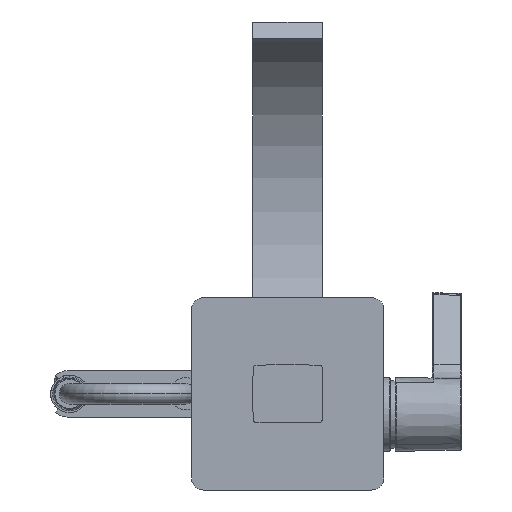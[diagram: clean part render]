
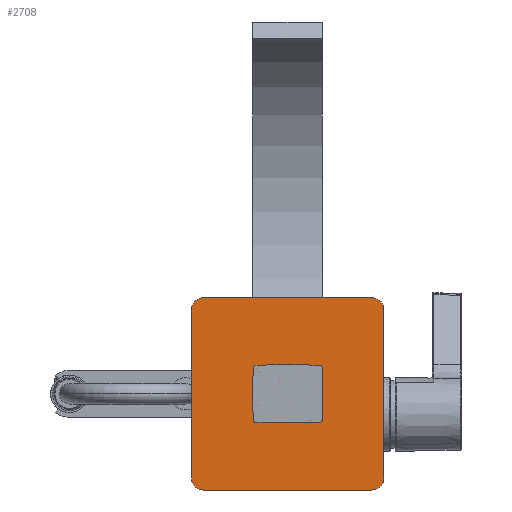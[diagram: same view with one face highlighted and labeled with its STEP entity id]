
A CAD part, front view. The second image highlights one B-rep face of the part: STEP entity #2708.
In plain terms, the highlighted planar face has unit normal (0, -1, 0).
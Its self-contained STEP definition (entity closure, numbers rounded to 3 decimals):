
#723 = PLANE ( 'NONE',  #19952 ) ;
#732 = CARTESIAN_POINT ( 'NONE',  ( 65.5, 0., -57.3 ) ) ;
#817 = EDGE_CURVE ( 'NONE', #4286, #4686, #12759, .T. ) ;
#960 = FACE_OUTER_BOUND ( 'NONE', #21229, .T. ) ;
#2054 = VECTOR ( 'NONE', #15763, 1000. ) ;
#2708 = ADVANCED_FACE ( 'NONE', ( #960 ), #723, .T. ) ;
#2960 = CARTESIAN_POINT ( 'NONE',  ( -65.5, 0., -65.5 ) ) ;
#3122 = EDGE_CURVE ( 'NONE', #6654, #4686, #13523, .T. ) ;
#3439 = CARTESIAN_POINT ( 'NONE',  ( 57.3, 0., -65.5 ) ) ;
#3643 = DIRECTION ( 'NONE',  ( 0., 0., -1. ) ) ;
#4063 = CARTESIAN_POINT ( 'NONE',  ( -65.5, 0., 65.5 ) ) ;
#4157 = DIRECTION ( 'NONE',  ( 0., -1., 0. ) ) ;
#4286 = VERTEX_POINT ( 'NONE', #14042 ) ;
#4471 = VERTEX_POINT ( 'NONE', #3439 ) ;
#4686 = VERTEX_POINT ( 'NONE', #20861 ) ;
#4854 = DIRECTION ( 'NONE',  ( -1., 0., 0. ) ) ;
#5070 = EDGE_CURVE ( 'NONE', #6654, #5444, #11943, .T. ) ;
#5444 = VERTEX_POINT ( 'NONE', #6544 ) ;
#6544 = CARTESIAN_POINT ( 'NONE',  ( 57.3, 0., 65.5 ) ) ;
#6654 = VERTEX_POINT ( 'NONE', #20797 ) ;
#6877 = AXIS2_PLACEMENT_3D ( 'NONE', #15472, #7050, #10402 ) ;
#7050 = DIRECTION ( 'NONE',  ( 0., -1., 0. ) ) ;
#7354 = CARTESIAN_POINT ( 'NONE',  ( 0., 0., 0. ) ) ;
#7586 = CARTESIAN_POINT ( 'NONE',  ( 57.3, 0., 57.3 ) ) ;
#7640 = VECTOR ( 'NONE', #4854, 1000. ) ;
#7775 = DIRECTION ( 'NONE',  ( 0., 0., -1. ) ) ;
#7833 = CARTESIAN_POINT ( 'NONE',  ( 65.5, 0., 57.3 ) ) ;
#8291 = CARTESIAN_POINT ( 'NONE',  ( -57.3, 0., -65.5 ) ) ;
#8329 = AXIS2_PLACEMENT_3D ( 'NONE', #7586, #4157, #9263 ) ;
#8443 = CARTESIAN_POINT ( 'NONE',  ( -65.5, 0., 65.5 ) ) ;
#8470 = ORIENTED_EDGE ( 'NONE', *, *, #5070, .F. ) ;
#9263 = DIRECTION ( 'NONE',  ( 0., 0., -1. ) ) ;
#9324 = EDGE_CURVE ( 'NONE', #4471, #13598, #12079, .T. ) ;
#9346 = ORIENTED_EDGE ( 'NONE', *, *, #18742, .T. ) ;
#9764 = ORIENTED_EDGE ( 'NONE', *, *, #14200, .T. ) ;
#9779 = VERTEX_POINT ( 'NONE', #7833 ) ;
#9903 = DIRECTION ( 'NONE',  ( 0., -1., 0. ) ) ;
#10402 = DIRECTION ( 'NONE',  ( 0., 0., -1. ) ) ;
#10709 = EDGE_CURVE ( 'NONE', #4286, #13598, #12560, .T. ) ;
#10877 = ORIENTED_EDGE ( 'NONE', *, *, #3122, .T. ) ;
#11943 = LINE ( 'NONE', #8443, #15892 ) ;
#12079 = LINE ( 'NONE', #2960, #7640 ) ;
#12462 = AXIS2_PLACEMENT_3D ( 'NONE', #14889, #9903, #13481 ) ;
#12560 = CIRCLE ( 'NONE', #14141, 8.2 ) ;
#12651 = CARTESIAN_POINT ( 'NONE',  ( -57.3, 0., -57.3 ) ) ;
#12759 = LINE ( 'NONE', #4063, #2054 ) ;
#13481 = DIRECTION ( 'NONE',  ( 0., 0., -1. ) ) ;
#13523 = CIRCLE ( 'NONE', #6877, 8.2 ) ;
#13598 = VERTEX_POINT ( 'NONE', #8291 ) ;
#13658 = ORIENTED_EDGE ( 'NONE', *, *, #21535, .F. ) ;
#13905 = CIRCLE ( 'NONE', #12462, 8.2 ) ;
#14042 = CARTESIAN_POINT ( 'NONE',  ( -65.5, 0., -57.3 ) ) ;
#14141 = AXIS2_PLACEMENT_3D ( 'NONE', #12651, #17793, #7775 ) ;
#14200 = EDGE_CURVE ( 'NONE', #9779, #5444, #16892, .T. ) ;
#14889 = CARTESIAN_POINT ( 'NONE',  ( 57.3, 0., -57.3 ) ) ;
#15472 = CARTESIAN_POINT ( 'NONE',  ( -57.3, 0., 57.3 ) ) ;
#15763 = DIRECTION ( 'NONE',  ( 0., 0., 1. ) ) ;
#15892 = VECTOR ( 'NONE', #17005, 1000. ) ;
#15919 = VECTOR ( 'NONE', #3643, 1000. ) ;
#16868 = VERTEX_POINT ( 'NONE', #732 ) ;
#16892 = CIRCLE ( 'NONE', #8329, 8.2 ) ;
#17005 = DIRECTION ( 'NONE',  ( 1., 0., 0. ) ) ;
#17669 = ORIENTED_EDGE ( 'NONE', *, *, #10709, .T. ) ;
#17793 = DIRECTION ( 'NONE',  ( 0., -1., 0. ) ) ;
#18129 = CARTESIAN_POINT ( 'NONE',  ( 65.5, 0., 65.5 ) ) ;
#18664 = ORIENTED_EDGE ( 'NONE', *, *, #9324, .F. ) ;
#18742 = EDGE_CURVE ( 'NONE', #4471, #16868, #13905, .T. ) ;
#19006 = ORIENTED_EDGE ( 'NONE', *, *, #817, .F. ) ;
#19014 = DIRECTION ( 'NONE',  ( 0., 0., -1. ) ) ;
#19952 = AXIS2_PLACEMENT_3D ( 'NONE', #7354, #20491, #19014 ) ;
#20398 = LINE ( 'NONE', #18129, #15919 ) ;
#20491 = DIRECTION ( 'NONE',  ( 0., -1., 0. ) ) ;
#20797 = CARTESIAN_POINT ( 'NONE',  ( -57.3, 0., 65.5 ) ) ;
#20861 = CARTESIAN_POINT ( 'NONE',  ( -65.5, 0., 57.3 ) ) ;
#21229 = EDGE_LOOP ( 'NONE', ( #8470, #10877, #19006, #17669, #18664, #9346, #13658, #9764 ) ) ;
#21535 = EDGE_CURVE ( 'NONE', #9779, #16868, #20398, .T. ) ;
